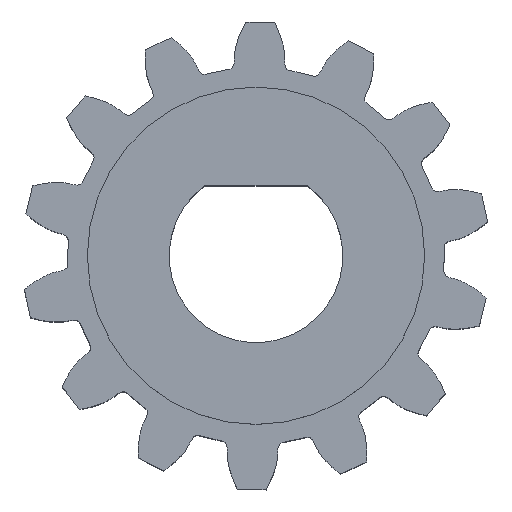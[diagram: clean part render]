
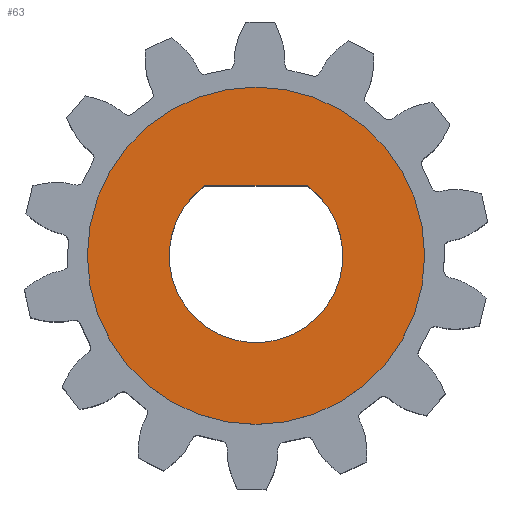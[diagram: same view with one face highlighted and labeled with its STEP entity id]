
A CAD part, top view. The second image highlights one B-rep face of the part: STEP entity #63.
In plain terms, the highlighted planar face has unit normal (0, 0, 1).
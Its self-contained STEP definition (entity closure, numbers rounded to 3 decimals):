
#63=ADVANCED_FACE('',(#719,#721),#723,.T.);
#719=FACE_BOUND('',#720,.T.);
#720=EDGE_LOOP('',(#6267));
#721=FACE_BOUND('',#722,.T.);
#722=EDGE_LOOP('',(#6268,#6269));
#723=PLANE('',#724);
#724=AXIS2_PLACEMENT_3D('',#725,#726,#727);
#725=CARTESIAN_POINT('',(0.,0.,7.5));
#726=DIRECTION('',(0.,0.,1.));
#727=DIRECTION('',(1.,0.,0.));
#6267=ORIENTED_EDGE('',*,*,#9347,.T.);
#6268=ORIENTED_EDGE('',*,*,#8731,.T.);
#6269=ORIENTED_EDGE('',*,*,#8729,.T.);
#8729=EDGE_CURVE('',#10577,#10581,#10583,.F.);
#8731=EDGE_CURVE('',#10581,#10577,#10585,.F.);
#9347=EDGE_CURVE('',#11816,#11816,#11817,.T.);
#10577=VERTEX_POINT('',#13661);
#10581=VERTEX_POINT('',#13670);
#10583=CIRCLE('',#13674,2.575);
#10585=LINE('',#13681,#13682);
#11816=VERTEX_POINT('',#16145);
#11817=CIRCLE('',#16146,5.);
#13661=CARTESIAN_POINT('',(1.525,2.075,7.5));
#13670=CARTESIAN_POINT('',(-1.525,2.075,7.5));
#13674=AXIS2_PLACEMENT_3D('',#13675,#13676,#13677);
#13675=CARTESIAN_POINT('',(0.,0.,7.5));
#13676=DIRECTION('',(0.,-0.,1.));
#13677=DIRECTION('',(-0.592,0.806,0.));
#13681=CARTESIAN_POINT('',(1.525,2.075,7.5));
#13682=VECTOR('',#13683,1.);
#13683=DIRECTION('',(-1.,0.,0.));
#16145=CARTESIAN_POINT('',(5.,0.,7.5));
#16146=AXIS2_PLACEMENT_3D('',#16147,#16148,#16149);
#16147=CARTESIAN_POINT('',(0.,0.,7.5));
#16148=DIRECTION('',(0.,0.,1.));
#16149=DIRECTION('',(1.,0.,0.));
